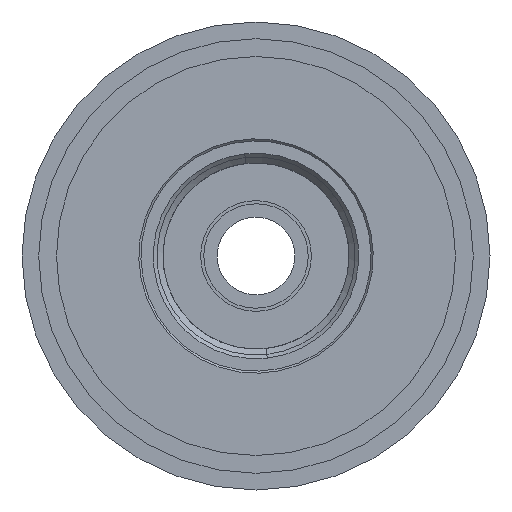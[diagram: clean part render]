
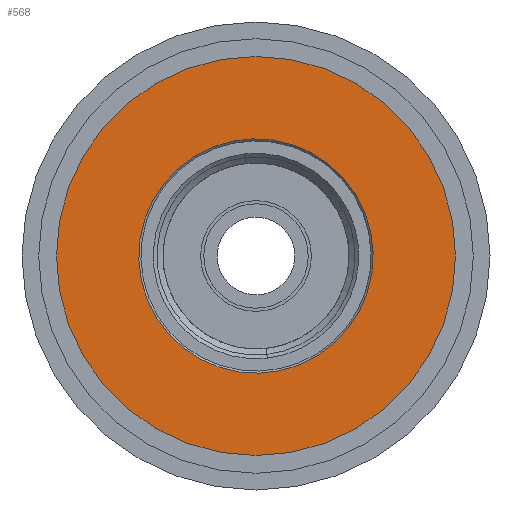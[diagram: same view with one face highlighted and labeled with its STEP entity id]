
A CAD part, front view. The second image highlights one B-rep face of the part: STEP entity #568.
In plain terms, the highlighted planar face has unit normal (0, -1, 0).
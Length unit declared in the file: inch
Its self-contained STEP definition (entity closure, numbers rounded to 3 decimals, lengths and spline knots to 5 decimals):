
#64 = EDGE_CURVE ( 'NONE', #1294, #936, #1207, .T. ) ;
#71 = EDGE_CURVE ( 'NONE', #865, #922, #1218, .T. ) ;
#73 = EDGE_CURVE ( 'NONE', #922, #865, #1483, .T. ) ;
#132 = AXIS2_PLACEMENT_3D ( 'NONE', #852, #848, #832 ) ;
#134 = AXIS2_PLACEMENT_3D ( 'NONE', #859, #838, #855 ) ;
#140 = AXIS2_PLACEMENT_3D ( 'NONE', #847, #854, #844 ) ;
#290 = CARTESIAN_POINT ( 'NONE',  ( -0.08839, 4.75, -0.26621 ) ) ;
#308 = CARTESIAN_POINT ( 'NONE',  ( 0.08839, 4.75, 0.26621 ) ) ;
#322 = CARTESIAN_POINT ( 'NONE',  ( 0., 4.75, 0.4775 ) ) ;
#377 = CARTESIAN_POINT ( 'NONE',  ( 0., 4.75, -0.4775 ) ) ;
#433 = DIRECTION ( 'NONE',  ( 0.315, 0., 0.949 ) ) ;
#434 = DIRECTION ( 'NONE',  ( 0., -1., 0. ) ) ;
#435 = CARTESIAN_POINT ( 'NONE',  ( -0.15677, 4.75, -0.47215 ) ) ;
#437 = PLANE ( 'NONE',  #2043 ) ;
#490 = EDGE_CURVE ( 'NONE', #936, #1294, #1631, .T. ) ;
#568 = ADVANCED_FACE ( 'NONE', ( #1752, #1745 ), #437, .T. ) ;
#742 = CARTESIAN_POINT ( 'NONE',  ( 0., 4.75, 0. ) ) ;
#755 = DIRECTION ( 'NONE',  ( 0., 1., 0. ) ) ;
#779 = DIRECTION ( 'NONE',  ( -0.315, 0., -0.949 ) ) ;
#832 = DIRECTION ( 'NONE',  ( 1., 0., 0. ) ) ;
#838 = DIRECTION ( 'NONE',  ( 0., 1., 0. ) ) ;
#844 = DIRECTION ( 'NONE',  ( -0.315, 0., -0.949 ) ) ;
#847 = CARTESIAN_POINT ( 'NONE',  ( 0., 4.75, 0. ) ) ;
#848 = DIRECTION ( 'NONE',  ( 0., 1., 0. ) ) ;
#852 = CARTESIAN_POINT ( 'NONE',  ( 0., 4.75, 0. ) ) ;
#854 = DIRECTION ( 'NONE',  ( 0., 1., 0. ) ) ;
#855 = DIRECTION ( 'NONE',  ( 1., 0., 0. ) ) ;
#859 = CARTESIAN_POINT ( 'NONE',  ( 0., 4.75, 0. ) ) ;
#865 = VERTEX_POINT ( 'NONE', #377 ) ;
#922 = VERTEX_POINT ( 'NONE', #322 ) ;
#936 = VERTEX_POINT ( 'NONE', #308 ) ;
#976 = ORIENTED_EDGE ( 'NONE', *, *, #490, .T. ) ;
#979 = ORIENTED_EDGE ( 'NONE', *, *, #73, .F. ) ;
#983 = ORIENTED_EDGE ( 'NONE', *, *, #71, .F. ) ;
#1030 = ORIENTED_EDGE ( 'NONE', *, *, #64, .T. ) ;
#1207 = CIRCLE ( 'NONE', #140, 0.2805 ) ;
#1218 = CIRCLE ( 'NONE', #134, 0.4775 ) ;
#1294 = VERTEX_POINT ( 'NONE', #290 ) ;
#1354 = EDGE_LOOP ( 'NONE', ( #979, #983 ) ) ;
#1361 = EDGE_LOOP ( 'NONE', ( #976, #1030 ) ) ;
#1483 = CIRCLE ( 'NONE', #132, 0.4775 ) ;
#1631 = CIRCLE ( 'NONE', #2105, 0.2805 ) ;
#1745 = FACE_OUTER_BOUND ( 'NONE', #1354, .T. ) ;
#1752 = FACE_BOUND ( 'NONE', #1361, .T. ) ;
#2043 = AXIS2_PLACEMENT_3D ( 'NONE', #435, #434, #433 ) ;
#2105 = AXIS2_PLACEMENT_3D ( 'NONE', #742, #755, #779 ) ;
